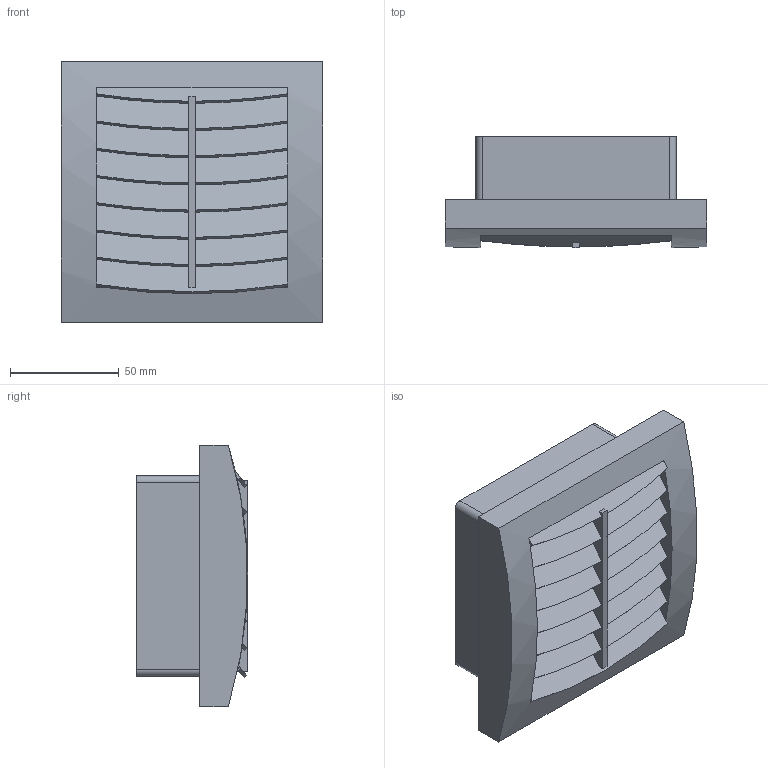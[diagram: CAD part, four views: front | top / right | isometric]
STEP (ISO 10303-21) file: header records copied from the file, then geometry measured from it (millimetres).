
FILE_DESCRIPTION (( 'STEP AP214' ), '1' );
FILE_NAME ('118700-00.STEP', '2019-08-05T12:12:53', ( '' ), ( '' ), 'SwSTEP 2.0', 'SolidWorks 2018', '' );
FILE_SCHEMA (( 'AUTOMOTIVE_DESIGN' ));
Length unit declared in the file: inch
Products named in the file (1): 118700-00
Bounding box: 120 x 51 x 120 mm (x, y, z)
Volume: 189132.3 mm3; surface area: 104445.4 mm2
Topology: 1 solids, 1 shells, 333 faces, 1006 edges, 668 vertices
Faces by surface type: plane 187, cylinder 146
Entity records: 11680 total; most frequent: CARTESIAN_POINT 2014, ORIENTED_EDGE 2012, DIRECTION 1972, EDGE_CURVE 1006, VECTOR 704, LINE 704, VERTEX_POINT 668, AXIS2_PLACEMENT_3D 634
